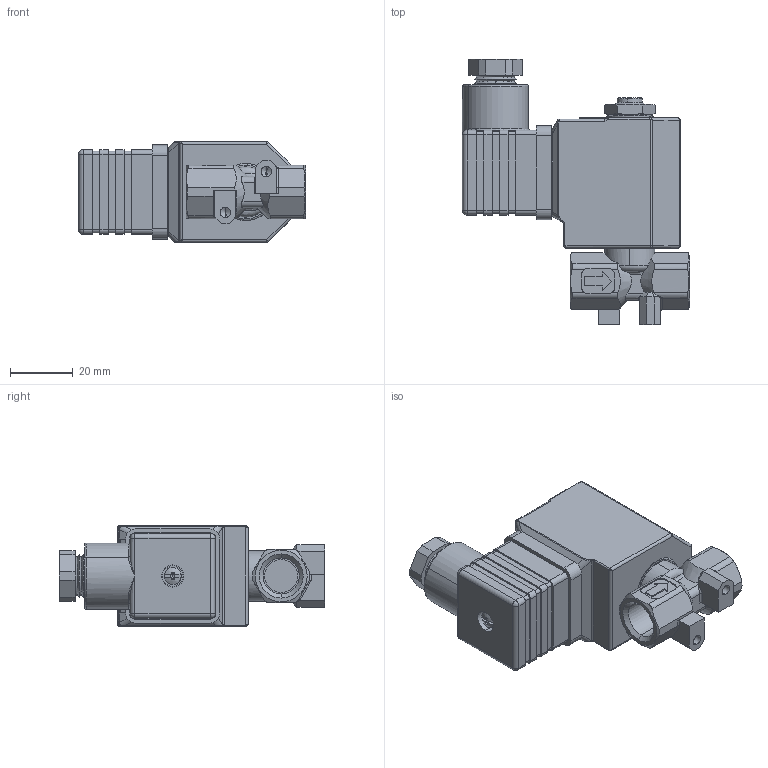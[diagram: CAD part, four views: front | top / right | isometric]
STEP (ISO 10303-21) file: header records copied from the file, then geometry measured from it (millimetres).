
FILE_DESCRIPTION(/* description */ ('VariCAD 2016-1.06 AP-214'),/* implementation_level */ '2;1');
FILE_NAME(/* name */ 'm_214_24v=.stp',/* time_stamp */ '2016-06-16T12:39:24+02:00',/* author */ (''),/* organization */ (''),/* preprocessor_version */ 'ST-DEVELOPER v14',/* originating_system */ 'VariCAD 2016-1.06; kernel version (20130303)',/* authorisation */ '');
FILE_SCHEMA (('AUTOMOTIVE_DESIGN'));
Length unit declared in the file: millimetre
Products named in the file (9): m_214_24v=; D249D____7___P0A1_V01<8>; D249D____7___P0A1_V01<7>; D249D____7___P0A1_V01<6>; D249D____7___P0A1_V01<5>; D249D____7___P0A1_V01<4>; D249D____7___P0A1_V01<3>; D249D____7___P0A1_V01<2>; D249D____7___P0A1_V01<1>
Assembly tree (8 placements, depth 2):
  m_214_24v=
    D249D____7___P0A1_V01<8>
    D249D____7___P0A1_V01<7>
    D249D____7___P0A1_V01<6>
    D249D____7___P0A1_V01<5>
    D249D____7___P0A1_V01<4>
    D249D____7___P0A1_V01<3>
    D249D____7___P0A1_V01<2>
    D249D____7___P0A1_V01<1>
Bounding box: 72.2 x 84.3 x 32 mm (x, y, z)
Volume: 81623.9 mm3; surface area: 28519.4 mm2
Topology: 8 solids, 12 shells, 712 faces, 1756 edges, 1083 vertices
Faces by surface type: plane 335, cylinder 239, cone 65, bspline 32, torus 29, sphere 12
Entity records: 24634 total; most frequent: CARTESIAN_POINT 8052, ORIENTED_EDGE 3460, DIRECTION 3271, EDGE_CURVE 1730, AXIS2_PLACEMENT_3D 1151, VERTEX_POINT 1083, LINE 969, VECTOR 969
